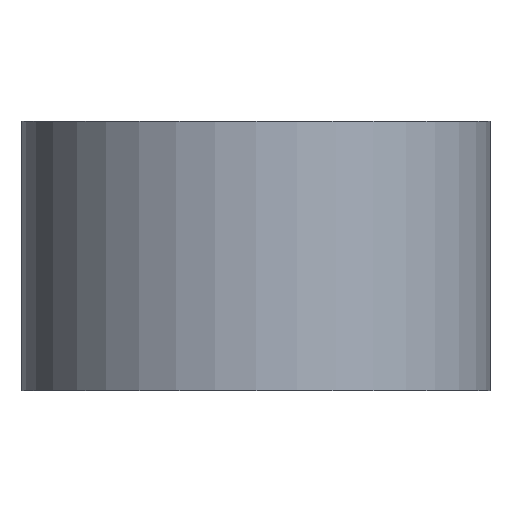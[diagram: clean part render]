
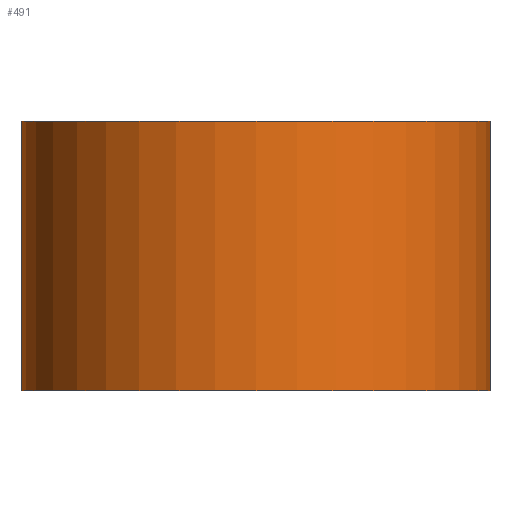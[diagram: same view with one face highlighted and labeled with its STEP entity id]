
A CAD part, front view. The second image highlights one B-rep face of the part: STEP entity #491.
In plain terms, the highlighted cylindrical face has radius 5.65 mm (diameter 11.3 mm), a partial arc.
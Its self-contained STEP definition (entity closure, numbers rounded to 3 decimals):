
#20 = CARTESIAN_POINT ( 'NONE',  ( 0., 0., 0. ) ) ;
#28 = DIRECTION ( 'NONE',  ( 0., 0., 1. ) ) ;
#42 = CARTESIAN_POINT ( 'NONE',  ( 5.65, 0., 6.5 ) ) ;
#74 = CIRCLE ( 'NONE', #870, 5.65 ) ;
#94 = CARTESIAN_POINT ( 'NONE',  ( 5.65, 0., 0. ) ) ;
#104 = VECTOR ( 'NONE', #773, 1000. ) ;
#231 = ORIENTED_EDGE ( 'NONE', *, *, #538, .T. ) ;
#295 = CARTESIAN_POINT ( 'NONE',  ( -5.65, 0., 6.5 ) ) ;
#335 = DIRECTION ( 'NONE',  ( 0., 0., -1. ) ) ;
#361 = CARTESIAN_POINT ( 'NONE',  ( 5.65, 0., 6.5 ) ) ;
#392 = CYLINDRICAL_SURFACE ( 'NONE', #704, 5.65 ) ;
#491 = ADVANCED_FACE ( 'NONE', ( #1141 ), #392, .T. ) ;
#505 = ORIENTED_EDGE ( 'NONE', *, *, #675, .F. ) ;
#506 = DIRECTION ( 'NONE',  ( 1., 0., 0. ) ) ;
#512 = VERTEX_POINT ( 'NONE', #94 ) ;
#538 = EDGE_CURVE ( 'NONE', #1179, #695, #851, .T. ) ;
#564 = DIRECTION ( 'NONE',  ( -1., 0., 0. ) ) ;
#577 = CARTESIAN_POINT ( 'NONE',  ( 0., 0., 6.5 ) ) ;
#635 = EDGE_CURVE ( 'NONE', #695, #512, #74, .T. ) ;
#675 = EDGE_CURVE ( 'NONE', #1082, #512, #892, .T. ) ;
#682 = ORIENTED_EDGE ( 'NONE', *, *, #1213, .F. ) ;
#695 = VERTEX_POINT ( 'NONE', #709 ) ;
#696 = DIRECTION ( 'NONE',  ( 1., 0., 0. ) ) ;
#697 = ORIENTED_EDGE ( 'NONE', *, *, #635, .T. ) ;
#704 = AXIS2_PLACEMENT_3D ( 'NONE', #1052, #769, #564 ) ;
#709 = CARTESIAN_POINT ( 'NONE',  ( -5.65, 0., 0. ) ) ;
#764 = AXIS2_PLACEMENT_3D ( 'NONE', #577, #955, #506 ) ;
#769 = DIRECTION ( 'NONE',  ( 0., 0., -1. ) ) ;
#773 = DIRECTION ( 'NONE',  ( 0., 0., -1. ) ) ;
#811 = EDGE_LOOP ( 'NONE', ( #505, #682, #231, #697 ) ) ;
#818 = CIRCLE ( 'NONE', #764, 5.65 ) ;
#851 = LINE ( 'NONE', #295, #104 ) ;
#870 = AXIS2_PLACEMENT_3D ( 'NONE', #20, #28, #696 ) ;
#892 = LINE ( 'NONE', #42, #1176 ) ;
#955 = DIRECTION ( 'NONE',  ( 0., 0., 1. ) ) ;
#975 = CARTESIAN_POINT ( 'NONE',  ( -5.65, 0., 6.5 ) ) ;
#1052 = CARTESIAN_POINT ( 'NONE',  ( 0., 0., 6.5 ) ) ;
#1082 = VERTEX_POINT ( 'NONE', #361 ) ;
#1141 = FACE_OUTER_BOUND ( 'NONE', #811, .T. ) ;
#1176 = VECTOR ( 'NONE', #335, 1000. ) ;
#1179 = VERTEX_POINT ( 'NONE', #975 ) ;
#1213 = EDGE_CURVE ( 'NONE', #1179, #1082, #818, .T. ) ;
